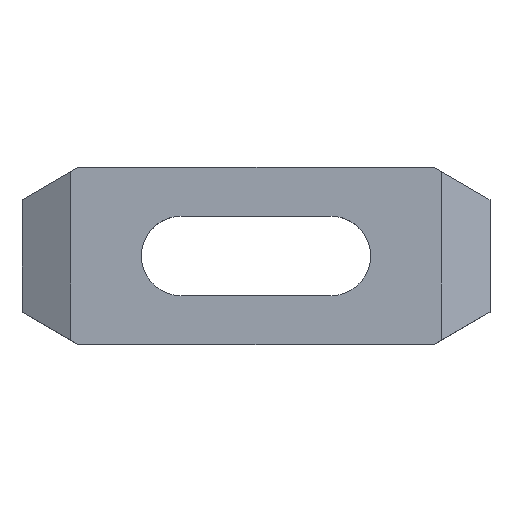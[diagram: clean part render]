
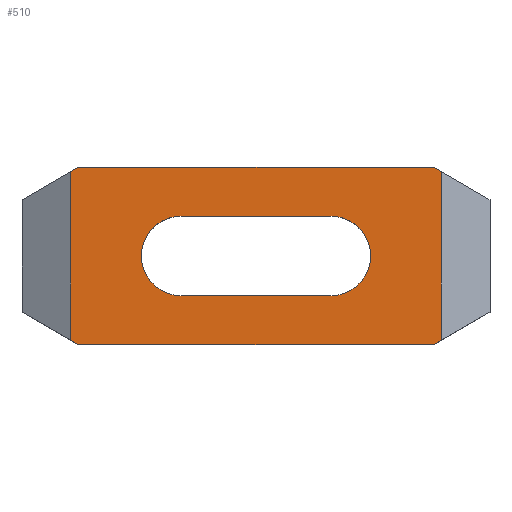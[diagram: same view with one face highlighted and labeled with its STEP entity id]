
A CAD part, top view. The second image highlights one B-rep face of the part: STEP entity #510.
In plain terms, the highlighted planar face has unit normal (0, 0, 1).
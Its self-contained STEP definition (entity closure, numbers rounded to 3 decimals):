
#1 = EDGE_CURVE ( 'NONE', #552, #360, #387, .T. ) ;
#2 = VERTEX_POINT ( 'NONE', #16 ) ;
#6 = VERTEX_POINT ( 'NONE', #290 ) ;
#15 = DIRECTION ( 'NONE',  ( 0.866, -0.5, 0. ) ) ;
#16 = CARTESIAN_POINT ( 'NONE',  ( 16., 8.5, 19. ) ) ;
#19 = DIRECTION ( 'NONE',  ( -0.866, -0.5, 0. ) ) ;
#31 = DIRECTION ( 'NONE',  ( 0., 0., 1. ) ) ;
#39 = EDGE_CURVE ( 'NONE', #71, #187, #302, .T. ) ;
#60 = ORIENTED_EDGE ( 'NONE', *, *, #103, .F. ) ;
#62 = CARTESIAN_POINT ( 'NONE',  ( 16., 8.5, 19. ) ) ;
#71 = VERTEX_POINT ( 'NONE', #416 ) ;
#72 = DIRECTION ( 'NONE',  ( 0., 1., 0. ) ) ;
#74 = EDGE_CURVE ( 'NONE', #187, #360, #169, .T. ) ;
#75 = CARTESIAN_POINT ( 'NONE',  ( 37.876, -19., 19. ) ) ;
#85 = CARTESIAN_POINT ( 'NONE',  ( 37.876, -19., 19. ) ) ;
#91 = EDGE_CURVE ( 'NONE', #552, #2, #555, .T. ) ;
#93 = CARTESIAN_POINT ( 'NONE',  ( -37.876, 19., 19. ) ) ;
#96 = VECTOR ( 'NONE', #466, 1000. ) ;
#103 = EDGE_CURVE ( 'NONE', #6, #520, #505, .T. ) ;
#109 = DIRECTION ( 'NONE',  ( 0., 0., 1. ) ) ;
#114 = ORIENTED_EDGE ( 'NONE', *, *, #150, .F. ) ;
#115 = FACE_BOUND ( 'NONE', #363, .T. ) ;
#137 = DIRECTION ( 'NONE',  ( -0.866, 0.5, 0. ) ) ;
#142 = VERTEX_POINT ( 'NONE', #598 ) ;
#146 = VERTEX_POINT ( 'NONE', #273 ) ;
#148 = LINE ( 'NONE', #343, #566 ) ;
#150 = EDGE_CURVE ( 'NONE', #520, #238, #403, .T. ) ;
#160 = VERTEX_POINT ( 'NONE', #75 ) ;
#169 = CIRCLE ( 'NONE', #364, 8.5 ) ;
#170 = CARTESIAN_POINT ( 'NONE',  ( -39.608, -40.868, 19. ) ) ;
#171 = VERTEX_POINT ( 'NONE', #554 ) ;
#184 = ORIENTED_EDGE ( 'NONE', *, *, #39, .F. ) ;
#187 = VERTEX_POINT ( 'NONE', #548 ) ;
#194 = CARTESIAN_POINT ( 'NONE',  ( 0., -40.868, 19. ) ) ;
#200 = LINE ( 'NONE', #62, #346 ) ;
#205 = ORIENTED_EDGE ( 'NONE', *, *, #351, .F. ) ;
#206 = DIRECTION ( 'NONE',  ( -1., 0., 0. ) ) ;
#216 = DIRECTION ( 'NONE',  ( 0., 1., 0. ) ) ;
#233 = CARTESIAN_POINT ( 'NONE',  ( -37.876, -19., 19. ) ) ;
#238 = VERTEX_POINT ( 'NONE', #93 ) ;
#241 = ORIENTED_EDGE ( 'NONE', *, *, #529, .F. ) ;
#251 = VECTOR ( 'NONE', #551, 1000. ) ;
#255 = ORIENTED_EDGE ( 'NONE', *, *, #278, .F. ) ;
#256 = AXIS2_PLACEMENT_3D ( 'NONE', #194, #490, #479 ) ;
#257 = PLANE ( 'NONE',  #256 ) ;
#269 = VECTOR ( 'NONE', #556, 1000. ) ;
#271 = ORIENTED_EDGE ( 'NONE', *, *, #91, .F. ) ;
#272 = EDGE_CURVE ( 'NONE', #160, #142, #370, .T. ) ;
#273 = CARTESIAN_POINT ( 'NONE',  ( 39.608, -18., 19. ) ) ;
#278 = EDGE_CURVE ( 'NONE', #238, #171, #279, .T. ) ;
#279 = LINE ( 'NONE', #281, #96 ) ;
#281 = CARTESIAN_POINT ( 'NONE',  ( -37.876, 19., 19. ) ) ;
#282 = CARTESIAN_POINT ( 'NONE',  ( 39.608, 18., 19. ) ) ;
#290 = CARTESIAN_POINT ( 'NONE',  ( -39.608, -18., 19. ) ) ;
#298 = ORIENTED_EDGE ( 'NONE', *, *, #543, .F. ) ;
#302 = CIRCLE ( 'NONE', #504, 8.5 ) ;
#303 = FACE_OUTER_BOUND ( 'NONE', #400, .T. ) ;
#309 = CARTESIAN_POINT ( 'NONE',  ( -50., 12., 19. ) ) ;
#317 = ORIENTED_EDGE ( 'NONE', *, *, #513, .F. ) ;
#319 = ORIENTED_EDGE ( 'NONE', *, *, #557, .T. ) ;
#321 = AXIS2_PLACEMENT_3D ( 'NONE', #502, #31, #511 ) ;
#325 = VECTOR ( 'NONE', #72, 1000. ) ;
#332 = VERTEX_POINT ( 'NONE', #282 ) ;
#338 = CARTESIAN_POINT ( 'NONE',  ( -16., 0., 19. ) ) ;
#343 = CARTESIAN_POINT ( 'NONE',  ( 37.876, 19., 19. ) ) ;
#346 = VECTOR ( 'NONE', #206, 1000. ) ;
#351 = EDGE_CURVE ( 'NONE', #142, #6, #386, .T. ) ;
#358 = LINE ( 'NONE', #501, #325 ) ;
#360 = VERTEX_POINT ( 'NONE', #516 ) ;
#363 = EDGE_LOOP ( 'NONE', ( #271, #581, #572, #184, #317 ) ) ;
#364 = AXIS2_PLACEMENT_3D ( 'NONE', #413, #450, #455 ) ;
#370 = LINE ( 'NONE', #85, #269 ) ;
#372 = VECTOR ( 'NONE', #216, 1000. ) ;
#383 = DIRECTION ( 'NONE',  ( 1., 0., 0. ) ) ;
#386 = LINE ( 'NONE', #233, #457 ) ;
#387 = LINE ( 'NONE', #436, #512 ) ;
#390 = CARTESIAN_POINT ( 'NONE',  ( -39.608, 18., 19. ) ) ;
#399 = CARTESIAN_POINT ( 'NONE',  ( 16., -8.5, 19. ) ) ;
#400 = EDGE_LOOP ( 'NONE', ( #60, #205, #411, #298, #319, #241, #255, #114 ) ) ;
#403 = LINE ( 'NONE', #309, #251 ) ;
#411 = ORIENTED_EDGE ( 'NONE', *, *, #272, .F. ) ;
#413 = CARTESIAN_POINT ( 'NONE',  ( -16., 0., 19. ) ) ;
#416 = CARTESIAN_POINT ( 'NONE',  ( -16., 8.5, 19. ) ) ;
#422 = VECTOR ( 'NONE', #19, 1000. ) ;
#436 = CARTESIAN_POINT ( 'NONE',  ( 16., -8.5, 19. ) ) ;
#438 = LINE ( 'NONE', #583, #422 ) ;
#439 = DIRECTION ( 'NONE',  ( -1., 0., 0. ) ) ;
#450 = DIRECTION ( 'NONE',  ( 0., 0., 1. ) ) ;
#455 = DIRECTION ( 'NONE',  ( 1., 0., 0. ) ) ;
#457 = VECTOR ( 'NONE', #137, 1000. ) ;
#466 = DIRECTION ( 'NONE',  ( 1., 0., 0. ) ) ;
#479 = DIRECTION ( 'NONE',  ( -1., 0., 0. ) ) ;
#490 = DIRECTION ( 'NONE',  ( 0., 0., -1. ) ) ;
#501 = CARTESIAN_POINT ( 'NONE',  ( 39.608, -40.868, 19. ) ) ;
#502 = CARTESIAN_POINT ( 'NONE',  ( 16., 0., 19. ) ) ;
#504 = AXIS2_PLACEMENT_3D ( 'NONE', #338, #109, #383 ) ;
#505 = LINE ( 'NONE', #170, #372 ) ;
#510 = ADVANCED_FACE ( 'NONE', ( #115, #303 ), #257, .F. ) ;
#511 = DIRECTION ( 'NONE',  ( 1., 0., 0. ) ) ;
#512 = VECTOR ( 'NONE', #439, 1000. ) ;
#513 = EDGE_CURVE ( 'NONE', #2, #71, #200, .T. ) ;
#516 = CARTESIAN_POINT ( 'NONE',  ( -16., -8.5, 19. ) ) ;
#520 = VERTEX_POINT ( 'NONE', #390 ) ;
#529 = EDGE_CURVE ( 'NONE', #171, #332, #148, .T. ) ;
#543 = EDGE_CURVE ( 'NONE', #146, #160, #438, .T. ) ;
#548 = CARTESIAN_POINT ( 'NONE',  ( -24.5, 0., 19. ) ) ;
#551 = DIRECTION ( 'NONE',  ( 0.866, 0.5, 0. ) ) ;
#552 = VERTEX_POINT ( 'NONE', #399 ) ;
#554 = CARTESIAN_POINT ( 'NONE',  ( 37.876, 19., 19. ) ) ;
#555 = CIRCLE ( 'NONE', #321, 8.5 ) ;
#556 = DIRECTION ( 'NONE',  ( -1., 0., 0. ) ) ;
#557 = EDGE_CURVE ( 'NONE', #146, #332, #358, .T. ) ;
#566 = VECTOR ( 'NONE', #15, 1000. ) ;
#572 = ORIENTED_EDGE ( 'NONE', *, *, #74, .F. ) ;
#581 = ORIENTED_EDGE ( 'NONE', *, *, #1, .T. ) ;
#583 = CARTESIAN_POINT ( 'NONE',  ( 50., -12., 19. ) ) ;
#598 = CARTESIAN_POINT ( 'NONE',  ( -37.876, -19., 19. ) ) ;
